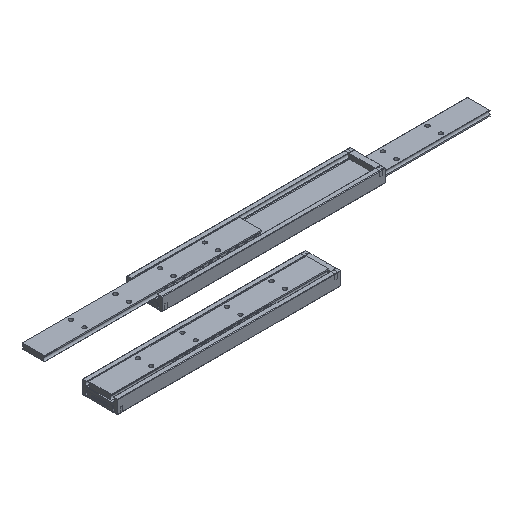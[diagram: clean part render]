
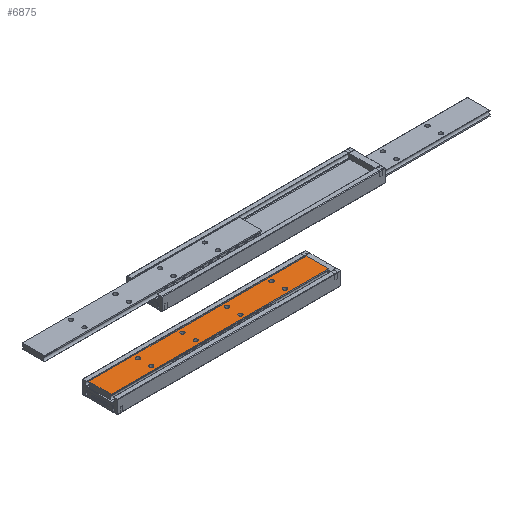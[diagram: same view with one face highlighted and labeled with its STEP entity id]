
A CAD part, isometric view. The second image highlights one B-rep face of the part: STEP entity #6875.
In plain terms, the highlighted face is planar.
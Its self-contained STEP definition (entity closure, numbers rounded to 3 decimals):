
#571=FACE_BOUND('',#1672,.T.);
#572=FACE_BOUND('',#1673,.T.);
#573=FACE_BOUND('',#1674,.T.);
#574=FACE_BOUND('',#1675,.T.);
#575=FACE_BOUND('',#1676,.T.);
#576=FACE_BOUND('',#1677,.T.);
#577=FACE_BOUND('',#1678,.T.);
#578=FACE_BOUND('',#1679,.T.);
#924=CIRCLE('',#7206,4.188);
#927=CIRCLE('',#7210,4.188);
#930=CIRCLE('',#7214,4.188);
#933=CIRCLE('',#7218,4.188);
#936=CIRCLE('',#7222,4.188);
#939=CIRCLE('',#7226,4.188);
#942=CIRCLE('',#7230,4.188);
#945=CIRCLE('',#7234,4.188);
#1351=FACE_OUTER_BOUND('',#1671,.T.);
#1671=EDGE_LOOP('',(#5857,#5858,#5859,#5860));
#1672=EDGE_LOOP('',(#5861));
#1673=EDGE_LOOP('',(#5862));
#1674=EDGE_LOOP('',(#5863));
#1675=EDGE_LOOP('',(#5864));
#1676=EDGE_LOOP('',(#5865));
#1677=EDGE_LOOP('',(#5866));
#1678=EDGE_LOOP('',(#5867));
#1679=EDGE_LOOP('',(#5868));
#2157=LINE('',#11775,#2690);
#2158=LINE('',#11778,#2691);
#2159=LINE('',#11780,#2692);
#2160=LINE('',#11781,#2693);
#2690=VECTOR('',#8266,10.);
#2691=VECTOR('',#8269,10.);
#2692=VECTOR('',#8270,10.);
#2693=VECTOR('',#8271,10.);
#3257=VERTEX_POINT('',#11696);
#3260=VERTEX_POINT('',#11704);
#3263=VERTEX_POINT('',#11712);
#3266=VERTEX_POINT('',#11720);
#3269=VERTEX_POINT('',#11728);
#3272=VERTEX_POINT('',#11736);
#3275=VERTEX_POINT('',#11744);
#3278=VERTEX_POINT('',#11752);
#3285=VERTEX_POINT('',#11771);
#3286=VERTEX_POINT('',#11773);
#3287=VERTEX_POINT('',#11777);
#3288=VERTEX_POINT('',#11779);
#4143=EDGE_CURVE('',#3257,#3257,#924,.T.);
#4147=EDGE_CURVE('',#3260,#3260,#927,.T.);
#4151=EDGE_CURVE('',#3263,#3263,#930,.T.);
#4155=EDGE_CURVE('',#3266,#3266,#933,.T.);
#4159=EDGE_CURVE('',#3269,#3269,#936,.T.);
#4163=EDGE_CURVE('',#3272,#3272,#939,.T.);
#4167=EDGE_CURVE('',#3275,#3275,#942,.T.);
#4171=EDGE_CURVE('',#3278,#3278,#945,.T.);
#4181=EDGE_CURVE('',#3285,#3286,#2157,.T.);
#4182=EDGE_CURVE('',#3287,#3285,#2158,.T.);
#4183=EDGE_CURVE('',#3288,#3286,#2159,.T.);
#4184=EDGE_CURVE('',#3287,#3288,#2160,.T.);
#5857=ORIENTED_EDGE('',*,*,#4182,.T.);
#5858=ORIENTED_EDGE('',*,*,#4181,.T.);
#5859=ORIENTED_EDGE('',*,*,#4183,.F.);
#5860=ORIENTED_EDGE('',*,*,#4184,.F.);
#5861=ORIENTED_EDGE('',*,*,#4143,.T.);
#5862=ORIENTED_EDGE('',*,*,#4147,.T.);
#5863=ORIENTED_EDGE('',*,*,#4151,.T.);
#5864=ORIENTED_EDGE('',*,*,#4155,.T.);
#5865=ORIENTED_EDGE('',*,*,#4159,.T.);
#5866=ORIENTED_EDGE('',*,*,#4163,.T.);
#5867=ORIENTED_EDGE('',*,*,#4167,.T.);
#5868=ORIENTED_EDGE('',*,*,#4171,.T.);
#6499=PLANE('',#7240);
#6875=ADVANCED_FACE('',(#1351,#571,#572,#573,#574,#575,#576,#577,#578),
#6499,.T.);
#7206=AXIS2_PLACEMENT_3D('',#11698,#8184,#8185);
#7210=AXIS2_PLACEMENT_3D('',#11706,#8193,#8194);
#7214=AXIS2_PLACEMENT_3D('',#11714,#8202,#8203);
#7218=AXIS2_PLACEMENT_3D('',#11722,#8211,#8212);
#7222=AXIS2_PLACEMENT_3D('',#11730,#8220,#8221);
#7226=AXIS2_PLACEMENT_3D('',#11738,#8229,#8230);
#7230=AXIS2_PLACEMENT_3D('',#11746,#8238,#8239);
#7234=AXIS2_PLACEMENT_3D('',#11754,#8247,#8248);
#7240=AXIS2_PLACEMENT_3D('',#11776,#8267,#8268);
#8184=DIRECTION('center_axis',(1.,0.,0.));
#8185=DIRECTION('ref_axis',(0.,0.,-1.));
#8193=DIRECTION('center_axis',(1.,0.,0.));
#8194=DIRECTION('ref_axis',(0.,0.,-1.));
#8202=DIRECTION('center_axis',(1.,0.,0.));
#8203=DIRECTION('ref_axis',(0.,0.,-1.));
#8211=DIRECTION('center_axis',(1.,0.,0.));
#8212=DIRECTION('ref_axis',(0.,0.,-1.));
#8220=DIRECTION('center_axis',(1.,0.,0.));
#8221=DIRECTION('ref_axis',(0.,0.,-1.));
#8229=DIRECTION('center_axis',(1.,0.,0.));
#8230=DIRECTION('ref_axis',(0.,0.,-1.));
#8238=DIRECTION('center_axis',(1.,0.,0.));
#8239=DIRECTION('ref_axis',(0.,0.,-1.));
#8247=DIRECTION('center_axis',(1.,0.,0.));
#8248=DIRECTION('ref_axis',(0.,0.,-1.));
#8266=DIRECTION('',(0.,0.,-1.));
#8267=DIRECTION('center_axis',(-1.,0.,0.));
#8268=DIRECTION('ref_axis',(0.,1.,0.));
#8269=DIRECTION('',(0.,1.,0.));
#8270=DIRECTION('',(0.,1.,0.));
#8271=DIRECTION('',(0.,0.,-1.));
#11696=CARTESIAN_POINT('',(-7.2,-15.,-95.812));
#11698=CARTESIAN_POINT('Origin',(-7.2,-15.,-100.));
#11704=CARTESIAN_POINT('',(-7.2,-15.,-195.812));
#11706=CARTESIAN_POINT('Origin',(-7.2,-15.,-200.));
#11712=CARTESIAN_POINT('',(-7.2,15.,-195.812));
#11714=CARTESIAN_POINT('Origin',(-7.2,15.,-200.));
#11720=CARTESIAN_POINT('',(-7.2,15.,-95.812));
#11722=CARTESIAN_POINT('Origin',(-7.2,15.,-100.));
#11728=CARTESIAN_POINT('',(-7.2,-15.,-295.812));
#11730=CARTESIAN_POINT('Origin',(-7.2,-15.,-300.));
#11736=CARTESIAN_POINT('',(-7.2,15.,-295.812));
#11738=CARTESIAN_POINT('Origin',(-7.2,15.,-300.));
#11744=CARTESIAN_POINT('',(-7.2,15.,-395.812));
#11746=CARTESIAN_POINT('Origin',(-7.2,15.,-400.));
#11752=CARTESIAN_POINT('',(-7.2,-15.,-395.812));
#11754=CARTESIAN_POINT('Origin',(-7.2,-15.,-400.));
#11771=CARTESIAN_POINT('',(-7.2,25.,0.));
#11773=CARTESIAN_POINT('',(-7.2,25.,-488.));
#11775=CARTESIAN_POINT('',(-7.2,25.,0.));
#11776=CARTESIAN_POINT('Origin',(-7.2,-25.,0.));
#11777=CARTESIAN_POINT('',(-7.2,-25.,0.));
#11778=CARTESIAN_POINT('',(-7.2,-25.,0.));
#11779=CARTESIAN_POINT('',(-7.2,-25.,-488.));
#11780=CARTESIAN_POINT('',(-7.2,-25.,-488.));
#11781=CARTESIAN_POINT('',(-7.2,-25.,0.));
